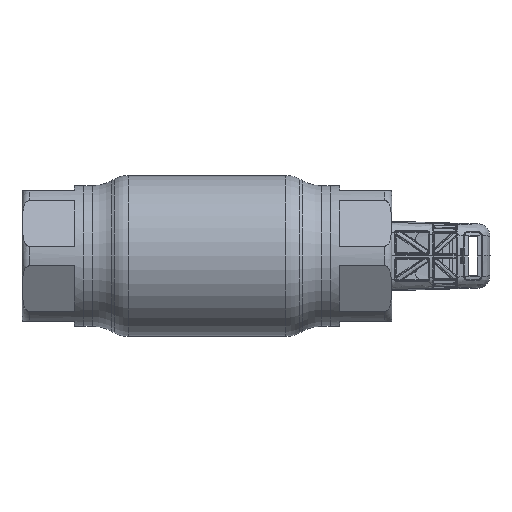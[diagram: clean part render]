
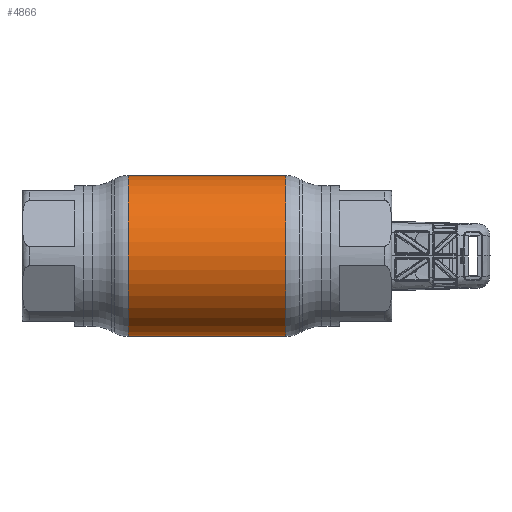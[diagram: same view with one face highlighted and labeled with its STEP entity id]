
A CAD part, front view. The second image highlights one B-rep face of the part: STEP entity #4866.
In plain terms, the highlighted cylindrical face has radius 34 mm (diameter 68 mm), a partial arc.
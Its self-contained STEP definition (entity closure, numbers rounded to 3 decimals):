
#2480 = CARTESIAN_POINT ( 'NONE',  ( -62.69, 0., -34. ) ) ;
#3745 = VECTOR ( 'NONE', #42067, 1000. ) ;
#3752 = VERTEX_POINT ( 'NONE', #51420 ) ;
#4839 = CARTESIAN_POINT ( 'NONE',  ( 33.177, 0., 34. ) ) ;
#4866 = ADVANCED_FACE ( 'NONE', ( #41132 ), #7673, .T. ) ;
#6551 = LINE ( 'NONE', #46155, #11705 ) ;
#6664 = ORIENTED_EDGE ( 'NONE', *, *, #12761, .T. ) ;
#7313 = LINE ( 'NONE', #2480, #3745 ) ;
#7673 = CYLINDRICAL_SURFACE ( 'NONE', #49918, 34. ) ;
#10422 = VERTEX_POINT ( 'NONE', #18249 ) ;
#11705 = VECTOR ( 'NONE', #51301, 1000. ) ;
#12761 = EDGE_CURVE ( 'NONE', #60968, #22267, #6551, .T. ) ;
#15983 = EDGE_CURVE ( 'NONE', #3752, #60968, #16056, .T. ) ;
#16056 = CIRCLE ( 'NONE', #52310, 34. ) ;
#17345 = DIRECTION ( 'NONE',  ( 0., 0., 1. ) ) ;
#17356 = DIRECTION ( 'NONE',  ( 0., 0., 1. ) ) ;
#18249 = CARTESIAN_POINT ( 'NONE',  ( -33.177, 0., -34. ) ) ;
#21882 = ORIENTED_EDGE ( 'NONE', *, *, #15983, .T. ) ;
#22267 = VERTEX_POINT ( 'NONE', #56540 ) ;
#30210 = CIRCLE ( 'NONE', #62327, 34. ) ;
#32704 = CARTESIAN_POINT ( 'NONE',  ( -62.69, 0., 0. ) ) ;
#35969 = DIRECTION ( 'NONE',  ( -1., 0., 0. ) ) ;
#38503 = ORIENTED_EDGE ( 'NONE', *, *, #62056, .F. ) ;
#40466 = ORIENTED_EDGE ( 'NONE', *, *, #46955, .F. ) ;
#41132 = FACE_OUTER_BOUND ( 'NONE', #46430, .T. ) ;
#42067 = DIRECTION ( 'NONE',  ( -1., 0., 0. ) ) ;
#46155 = CARTESIAN_POINT ( 'NONE',  ( -62.69, 0., 34. ) ) ;
#46430 = EDGE_LOOP ( 'NONE', ( #38503, #21882, #6664, #40466 ) ) ;
#46882 = DIRECTION ( 'NONE',  ( -1., 0., 0. ) ) ;
#46955 = EDGE_CURVE ( 'NONE', #10422, #22267, #30210, .T. ) ;
#47207 = CARTESIAN_POINT ( 'NONE',  ( -33.177, 0., 0. ) ) ;
#48221 = DIRECTION ( 'NONE',  ( 0., 0., 1. ) ) ;
#49918 = AXIS2_PLACEMENT_3D ( 'NONE', #32704, #53729, #48221 ) ;
#51301 = DIRECTION ( 'NONE',  ( -1., 0., 0. ) ) ;
#51420 = CARTESIAN_POINT ( 'NONE',  ( 33.177, 0., -34. ) ) ;
#52310 = AXIS2_PLACEMENT_3D ( 'NONE', #57255, #46882, #17356 ) ;
#53729 = DIRECTION ( 'NONE',  ( -1., 0., 0. ) ) ;
#56540 = CARTESIAN_POINT ( 'NONE',  ( -33.177, 0., 34. ) ) ;
#57255 = CARTESIAN_POINT ( 'NONE',  ( 33.177, 0., 0. ) ) ;
#60968 = VERTEX_POINT ( 'NONE', #4839 ) ;
#62056 = EDGE_CURVE ( 'NONE', #3752, #10422, #7313, .T. ) ;
#62327 = AXIS2_PLACEMENT_3D ( 'NONE', #47207, #35969, #17345 ) ;
